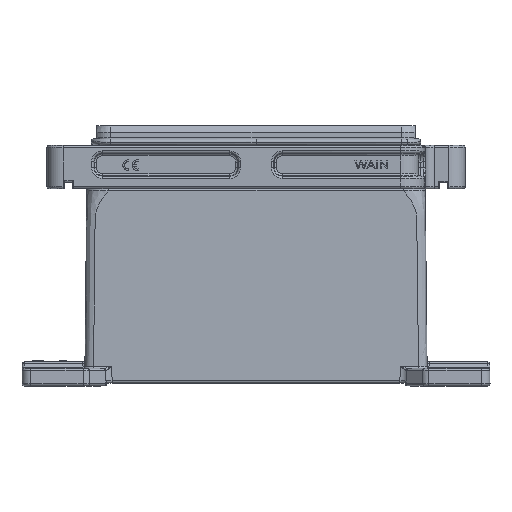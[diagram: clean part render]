
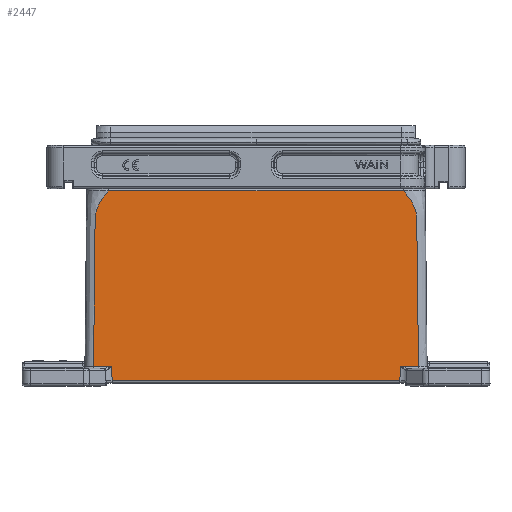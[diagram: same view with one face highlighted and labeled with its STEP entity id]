
A CAD part, top view. The second image highlights one B-rep face of the part: STEP entity #2447.
In plain terms, the highlighted planar face has unit normal (0, 0.011, 1).
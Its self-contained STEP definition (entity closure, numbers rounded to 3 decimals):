
#1403=PLANE('',#23393);
#2447=ADVANCED_FACE('NONE',(#3888),#1403,.T.);
#3888=FACE_OUTER_BOUND('',#5256,.T.);
#5256=EDGE_LOOP('',(#13381,#13382,#13383,#13384,#13385,#13386,#13387,#13388));
#7103=LINE('',#45044,#8394);
#7133=LINE('',#45624,#8424);
#7153=LINE('',#46315,#8444);
#8394=VECTOR('',#27048,1.);
#8424=VECTOR('',#27240,1.);
#8444=VECTOR('',#27308,1.);
#13381=ORIENTED_EDGE('',*,*,#20083,.T.);
#13382=ORIENTED_EDGE('',*,*,#19909,.F.);
#13383=ORIENTED_EDGE('',*,*,#20081,.T.);
#13384=ORIENTED_EDGE('',*,*,#20084,.T.);
#13385=ORIENTED_EDGE('',*,*,#19956,.F.);
#13386=ORIENTED_EDGE('',*,*,#20021,.F.);
#13387=ORIENTED_EDGE('',*,*,#20041,.F.);
#13388=ORIENTED_EDGE('',*,*,#20085,.T.);
#16990=VERTEX_POINT('',#45038);
#16991=VERTEX_POINT('',#45045);
#17016=VERTEX_POINT('',#45260);
#17017=VERTEX_POINT('',#45261);
#17045=VERTEX_POINT('',#45623);
#17056=VERTEX_POINT('',#45818);
#17078=VERTEX_POINT('',#46297);
#17079=VERTEX_POINT('',#46314);
#19909=EDGE_CURVE('NONE',#16990,#16991,#7103,.T.);
#19956=EDGE_CURVE('NONE',#17016,#17017,#21921,.T.);
#20021=EDGE_CURVE('NONE',#17045,#17016,#7133,.T.);
#20041=EDGE_CURVE('NONE',#17056,#17045,#21945,.T.);
#20081=EDGE_CURVE('NONE',#16990,#17078,#21973,.T.);
#20083=EDGE_CURVE('NONE',#17079,#16991,#21975,.T.);
#20084=EDGE_CURVE('NONE',#17078,#17017,#7153,.T.);
#20085=EDGE_CURVE('NONE',#17056,#17079,#21976,.T.);
#21921=B_SPLINE_CURVE_WITH_KNOTS('',3,(#45248,#45249,#45250,#45251,#45252,
#45253,#45254,#45255,#45256,#45257,#45258,#45259),.UNSPECIFIED.,.F.,.F.,
(4,2,2,2,2,4),(0.,0.125,0.188,0.25,
0.5,1.),.UNSPECIFIED.);
#21945=B_SPLINE_CURVE_WITH_KNOTS('',3,(#45819,#45820,#45821,#45822,#45823,
#45824,#45825,#45826,#45827,#45828,#45829,#45830,#45831,#45832,#45833,#45834,
#45835,#45836,#45837,#45838,#45839,#45840,#45841,#45842,#45843,#45844,#45845,
#45846,#45847,#45848,#45849,#45850,#45851,#45852,#45853,#45854,#45855,#45856,
#45857,#45858,#45859,#45860,#45861,#45862,#45863,#45864,#45865,#45866,#45867,
#45868,#45869),.UNSPECIFIED.,.F.,.F.,(4,2,1,1,1,1,1,1,2,2,2,2,1,1,1,2,2,
2,2,2,2,2,2,2,2,2,2,2,2,4),(0.,0.25,0.375,0.438,
0.469,0.484,0.492,0.496,
0.498,0.5,0.625,0.688,0.719,
0.734,0.742,0.746,0.75,
0.813,0.828,0.836,0.844,
0.859,0.867,0.871,0.875,
0.906,0.922,0.93,0.938,1.),
 .UNSPECIFIED.);
#21973=B_SPLINE_CURVE_WITH_KNOTS('',3,(#46298,#46299,#46300,#46301,#46302,
#46303,#46304),.UNSPECIFIED.,.F.,.F.,(4,3,4),(0.,0.01,1.),
 .UNSPECIFIED.);
#21975=B_SPLINE_CURVE_WITH_KNOTS('',3,(#46310,#46311,#46312,#46313),
 .UNSPECIFIED.,.F.,.F.,(4,4),(0.,1.),.UNSPECIFIED.);
#21976=B_SPLINE_CURVE_WITH_KNOTS('',3,(#46316,#46317,#46318,#46319),
 .UNSPECIFIED.,.F.,.F.,(4,4),(0.,1.),.UNSPECIFIED.);
#23393=AXIS2_PLACEMENT_3D('',#46320,#27309,#27310);
#27048=DIRECTION('',(-1.,0.,0.));
#27240=DIRECTION('',(1.,0.,0.));
#27308=DIRECTION('',(1.,0.,0.));
#27309=DIRECTION('',(0.,0.01,1.));
#27310=DIRECTION('',(0.,-1.,0.01));
#45038=CARTESIAN_POINT('',(174.411,2.311,-10.053));
#45044=CARTESIAN_POINT('',(38.439,2.311,-10.054));
#45045=CARTESIAN_POINT('',(41.554,2.311,-10.053));
#45248=CARTESIAN_POINT('',(175.942,90.011,-10.972));
#45249=CARTESIAN_POINT('',(178.167,87.668,-10.948));
#45250=CARTESIAN_POINT('',(180.187,84.959,-10.919));
#45251=CARTESIAN_POINT('',(181.906,80.139,-10.869));
#45252=CARTESIAN_POINT('',(182.21,78.41,-10.851));
#45253=CARTESIAN_POINT('',(182.259,74.939,-10.814));
#45254=CARTESIAN_POINT('',(182.269,73.203,-10.796));
#45255=CARTESIAN_POINT('',(182.361,64.526,-10.705));
#45256=CARTESIAN_POINT('',(182.432,57.584,-10.633));
#45257=CARTESIAN_POINT('',(182.651,36.758,-10.415));
#45258=CARTESIAN_POINT('',(182.796,22.874,-10.269));
#45259=CARTESIAN_POINT('',(182.942,8.99,-10.124));
#45260=CARTESIAN_POINT('',(175.942,90.011,-10.972));
#45261=CARTESIAN_POINT('',(182.942,8.99,-10.124));
#45623=CARTESIAN_POINT('',(40.023,90.011,-10.972));
#45624=CARTESIAN_POINT('',(32.63,90.011,-10.972));
#45818=CARTESIAN_POINT('',(33.024,8.99,-10.124));
#45819=CARTESIAN_POINT('',(33.024,8.99,-10.124));
#45820=CARTESIAN_POINT('',(33.105,16.737,-10.205));
#45821=CARTESIAN_POINT('',(33.181,23.997,-10.281));
#45822=CARTESIAN_POINT('',(33.287,34.156,-10.387));
#45823=CARTESIAN_POINT('',(33.338,39.053,-10.439));
#45824=CARTESIAN_POINT('',(33.395,44.446,-10.495));
#45825=CARTESIAN_POINT('',(33.422,47.062,-10.523));
#45826=CARTESIAN_POINT('',(33.436,48.35,-10.536));
#45827=CARTESIAN_POINT('',(33.442,48.99,-10.543));
#45828=CARTESIAN_POINT('',(33.446,49.308,-10.546));
#45829=CARTESIAN_POINT('',(33.447,49.444,-10.548));
#45830=CARTESIAN_POINT('',(33.448,49.535,-10.548));
#45831=CARTESIAN_POINT('',(33.448,49.526,-10.548));
#45832=CARTESIAN_POINT('',(33.516,55.982,-10.616));
#45833=CARTESIAN_POINT('',(33.567,60.854,-10.667));
#45834=CARTESIAN_POINT('',(33.62,65.934,-10.72));
#45835=CARTESIAN_POINT('',(33.634,67.255,-10.734));
#45836=CARTESIAN_POINT('',(33.649,68.681,-10.749));
#45837=CARTESIAN_POINT('',(33.655,69.255,-10.755));
#45838=CARTESIAN_POINT('',(33.659,69.68,-10.759));
#45839=CARTESIAN_POINT('',(33.661,69.832,-10.761));
#45840=CARTESIAN_POINT('',(33.661,69.884,-10.762));
#45841=CARTESIAN_POINT('',(33.662,69.916,-10.762));
#45842=CARTESIAN_POINT('',(33.661,69.891,-10.762));
#45843=CARTESIAN_POINT('',(33.671,70.778,-10.771));
#45844=CARTESIAN_POINT('',(33.691,72.448,-10.788));
#45845=CARTESIAN_POINT('',(33.721,75.666,-10.822));
#45846=CARTESIAN_POINT('',(33.729,76.223,-10.828));
#45847=CARTESIAN_POINT('',(33.747,76.93,-10.835));
#45848=CARTESIAN_POINT('',(33.754,77.144,-10.838));
#45849=CARTESIAN_POINT('',(33.772,77.528,-10.842));
#45850=CARTESIAN_POINT('',(33.78,77.667,-10.843));
#45851=CARTESIAN_POINT('',(33.817,78.207,-10.849));
#45852=CARTESIAN_POINT('',(33.857,78.575,-10.853));
#45853=CARTESIAN_POINT('',(33.942,79.136,-10.859));
#45854=CARTESIAN_POINT('',(33.975,79.324,-10.861));
#45855=CARTESIAN_POINT('',(34.031,79.609,-10.864));
#45856=CARTESIAN_POINT('',(34.051,79.704,-10.865));
#45857=CARTESIAN_POINT('',(34.092,79.895,-10.868));
#45858=CARTESIAN_POINT('',(34.125,80.035,-10.869));
#45859=CARTESIAN_POINT('',(34.238,80.504,-10.875));
#45860=CARTESIAN_POINT('',(34.418,81.155,-10.882));
#45861=CARTESIAN_POINT('',(34.899,82.432,-10.897));
#45862=CARTESIAN_POINT('',(35.095,82.907,-10.903));
#45863=CARTESIAN_POINT('',(35.459,83.681,-10.913));
#45864=CARTESIAN_POINT('',(35.592,83.95,-10.916));
#45865=CARTESIAN_POINT('',(35.885,84.504,-10.923));
#45866=CARTESIAN_POINT('',(36.067,84.829,-10.927));
#45867=CARTESIAN_POINT('',(37.432,87.122,-10.953));
#45868=CARTESIAN_POINT('',(38.79,88.704,-10.965));
#45869=CARTESIAN_POINT('',(40.022,90.011,-10.972));
#46297=CARTESIAN_POINT('',(174.507,8.989,-10.124));
#46298=CARTESIAN_POINT('',(174.41,2.244,-10.053));
#46299=CARTESIAN_POINT('',(174.411,2.266,-10.053));
#46300=CARTESIAN_POINT('',(174.411,2.288,-10.054));
#46301=CARTESIAN_POINT('',(174.411,2.311,-10.054));
#46302=CARTESIAN_POINT('',(174.443,4.537,-10.077));
#46303=CARTESIAN_POINT('',(174.475,6.763,-10.1));
#46304=CARTESIAN_POINT('',(174.507,8.989,-10.124));
#46310=CARTESIAN_POINT('',(41.459,8.99,-10.124));
#46311=CARTESIAN_POINT('',(41.49,6.763,-10.1));
#46312=CARTESIAN_POINT('',(41.522,4.537,-10.077));
#46313=CARTESIAN_POINT('',(41.554,2.311,-10.054));
#46314=CARTESIAN_POINT('',(41.459,8.99,-10.124));
#46315=CARTESIAN_POINT('',(25.911,8.99,-10.124));
#46316=CARTESIAN_POINT('',(33.024,8.99,-10.124));
#46317=CARTESIAN_POINT('',(35.835,8.99,-10.124));
#46318=CARTESIAN_POINT('',(38.647,8.99,-10.124));
#46319=CARTESIAN_POINT('',(41.459,8.99,-10.124));
#46320=CARTESIAN_POINT('',(25.911,91.,-10.983));
